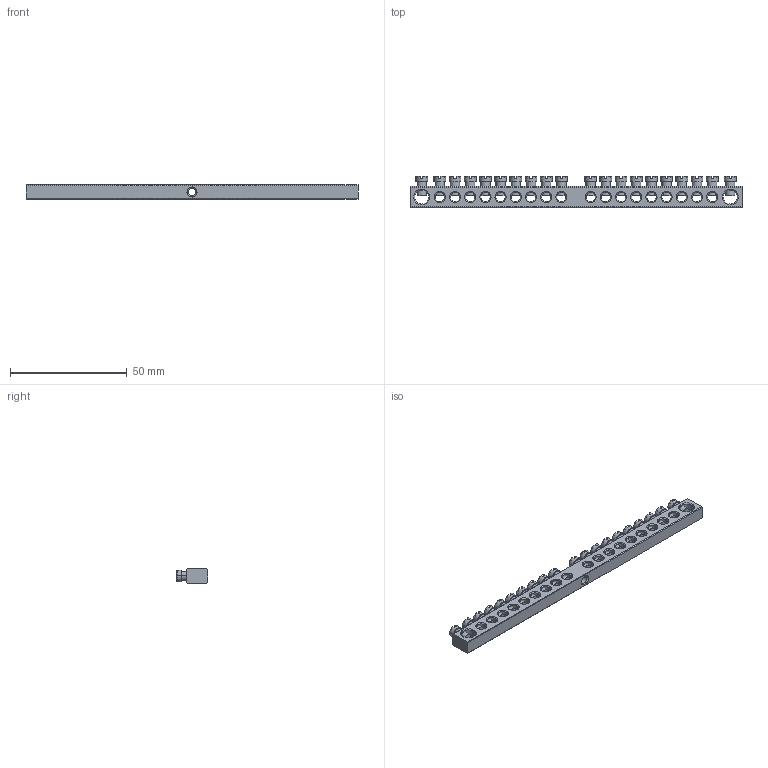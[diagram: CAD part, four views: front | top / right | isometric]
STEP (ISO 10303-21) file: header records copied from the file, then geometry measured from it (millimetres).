
FILE_DESCRIPTION (( 'STEP AP214' ), '1' );
FILE_NAME ('YNN10-20-100 Øèíà PEN çåìëÿ-íîëü 6õ9ìì 20_1 (20ãðóïïû_êðåï ïî öåíòð) ÈÝÊ.STEP', '2016-08-24T13:09:03', ( 'user' ), ( '' ), 'SwSTEP 2.0', 'SolidWorks 2014', '' );
FILE_SCHEMA (( 'AUTOMOTIVE_DESIGN' ));
Length unit declared in the file: millimetre
Products named in the file (3): YNN10-20-100 Øèíà PEN çåìëÿ-íîëü 6õ9ìì 20_1 (20ãðóïïû_êðåï ïî öåíòð) ÈÝÊ; Øèíà ÂõÍ n-1_6å9 20-1; Âèíò_Œ4
Assembly tree (21 placements, depth 2):
  YNN10-20-100 Øèíà PEN çåìëÿ-íîëü 6õ9ìì 20_1 (20ãðóïïû_êðåï ïî öåíòð) ÈÝÊ
    Øèíà ÂõÍ n-1_6å9 20-1
    Âèíò_Œ4  x20
Bounding box: 142 x 13.3 x 6 mm (x, y, z)
Volume: 7542.5 mm3; surface area: 8759 mm2
Topology: 21 solids, 21 shells, 1016 faces, 2738 edges, 1764 vertices
Faces by surface type: plane 630, cone 224, cylinder 162
Entity records: 9443 total; most frequent: CARTESIAN_POINT 2435, DIRECTION 1417, ORIENTED_EDGE 1254, EDGE_CURVE 627, AXIS2_PLACEMENT_3D 565, VERTEX_POINT 377, EDGE_LOOP 340, LINE 287
